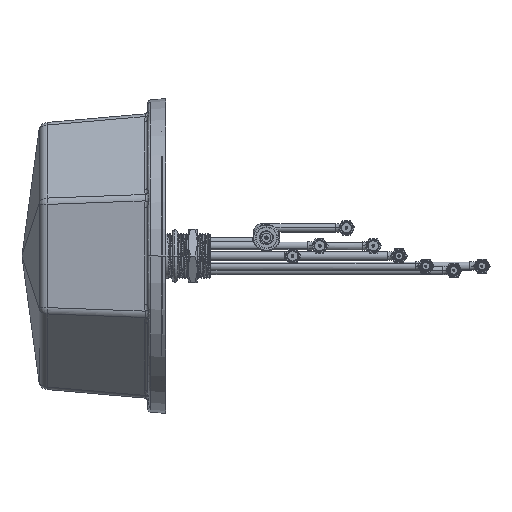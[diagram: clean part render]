
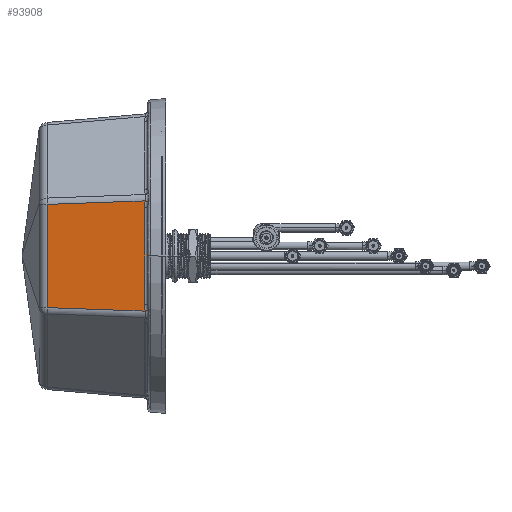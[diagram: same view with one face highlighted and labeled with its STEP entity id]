
A CAD part, left-side view. The second image highlights one B-rep face of the part: STEP entity #93908.
In plain terms, the highlighted planar face has unit normal (-0.996, 0.087, 0).
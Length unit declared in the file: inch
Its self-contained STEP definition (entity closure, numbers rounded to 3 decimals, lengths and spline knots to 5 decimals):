
#2330 = DIRECTION ( 'NONE',  ( -0.087, -0.996, -0.036 ) ) ;
#3910 = CARTESIAN_POINT ( 'NONE',  ( -3.1091, 0.46562, 1.08465 ) ) ;
#4071 = AXIS2_PLACEMENT_3D ( 'NONE', #38348, #68890, #53875 ) ;
#4901 = CARTESIAN_POINT ( 'NONE',  ( -3.10939, 0.46234, 1.1421 ) ) ;
#7737 = PLANE ( 'NONE',  #4071 ) ;
#9759 = CARTESIAN_POINT ( 'NONE',  ( -3.10921, 0.46434, -1.10925 ) ) ;
#10921 = CARTESIAN_POINT ( 'NONE',  ( -3.10931, 0.46319, 1.1299 ) ) ;
#11047 = ORIENTED_EDGE ( 'NONE', *, *, #15981, .T. ) ;
#11421 = CARTESIAN_POINT ( 'NONE',  ( -3.10955, 0.46039, 1.16441 ) ) ;
#11896 = LINE ( 'NONE', #71584, #68325 ) ;
#11906 = CARTESIAN_POINT ( 'NONE',  ( -3.10932, 0.46311, 1.13104 ) ) ;
#14321 = VERTEX_POINT ( 'NONE', #23443 ) ;
#15981 = EDGE_CURVE ( 'NONE', #71608, #34567, #51674, .T. ) ;
#21149 = CARTESIAN_POINT ( 'NONE',  ( -3.04785, 1.1697, 1.18123 ) ) ;
#21620 = CARTESIAN_POINT ( 'NONE',  ( -3.1091, 0.46562, -1.05094 ) ) ;
#22007 = ORIENTED_EDGE ( 'NONE', *, *, #37590, .F. ) ;
#23443 = CARTESIAN_POINT ( 'NONE',  ( -2.92351, 2.59901, -1.12972 ) ) ;
#23859 = CARTESIAN_POINT ( 'NONE',  ( -3.10931, 0.46322, -1.12939 ) ) ;
#24349 = CARTESIAN_POINT ( 'NONE',  ( -3.10931, 0.46319, -1.12983 ) ) ;
#27501 = CARTESIAN_POINT ( 'NONE',  ( -3.10974, 0.45831, 1.1838 ) ) ;
#27975 = DIRECTION ( 'NONE',  ( 0., 0., -1. ) ) ;
#28405 = VERTEX_POINT ( 'NONE', #21620 ) ;
#31189 = CARTESIAN_POINT ( 'NONE',  ( -3.11002, 0.45504, 1.20698 ) ) ;
#31429 = CARTESIAN_POINT ( 'NONE',  ( -3.10927, 0.46369, -1.12179 ) ) ;
#31931 = CARTESIAN_POINT ( 'NONE',  ( -3.1093, 0.46329, -1.12834 ) ) ;
#32898 = CARTESIAN_POINT ( 'NONE',  ( -3.10919, 0.46461, -1.10311 ) ) ;
#34567 = VERTEX_POINT ( 'NONE', #69962 ) ;
#35517 = CARTESIAN_POINT ( 'NONE',  ( -3.10931, 0.46316, 1.13036 ) ) ;
#37590 = EDGE_CURVE ( 'NONE', #71608, #44916, #46190, .T. ) ;
#38348 = CARTESIAN_POINT ( 'NONE',  ( -3.14961, 0., 1.5748 ) ) ;
#38903 = CARTESIAN_POINT ( 'NONE',  ( -3.10929, 0.46342, -1.12621 ) ) ;
#40373 = CARTESIAN_POINT ( 'NONE',  ( -3.10973, 0.4584, -1.18496 ) ) ;
#42010 = CARTESIAN_POINT ( 'NONE',  ( -3.10987, 0.45674, 1.19584 ) ) ;
#43012 = CARTESIAN_POINT ( 'NONE',  ( -3.10931, 0.46321, 1.12958 ) ) ;
#44901 = ORIENTED_EDGE ( 'NONE', *, *, #96711, .F. ) ;
#44916 = VERTEX_POINT ( 'NONE', #61899 ) ;
#46117 = LINE ( 'NONE', #92699, #76028 ) ;
#46190 = B_SPLINE_CURVE_WITH_KNOTS ( 'NONE', 3,
 ( #50028, #42010, #27501, #11421, #72579, #95672, #4901, #88582, #80568, #11906, #35517, #10921, #43012, #65099, #3910, #66064 ),
 .UNSPECIFIED., .F., .F.,
 ( 4, 2, 2, 1, 1, 1, 1, 2, 2, 4 ),
 ( 0., 0.25, 0.375, 0.4375, 0.46875, 0.48438, 0.49219, 0.49609, 0.5, 1. ),
 .UNSPECIFIED. ) ;
#46438 = CARTESIAN_POINT ( 'NONE',  ( -3.10925, 0.46391, -1.11773 ) ) ;
#46509 = EDGE_CURVE ( 'NONE', #28405, #47047, #49694, .T. ) ;
#47047 = VERTEX_POINT ( 'NONE', #66644 ) ;
#49526 = VECTOR ( 'NONE', #2330, 39.37008 ) ;
#49694 = B_SPLINE_CURVE_WITH_KNOTS ( 'NONE', 3,
 ( #61489, #53962, #70930, #32898, #9759, #46438, #31429, #38903, #31931, #23859, #24349, #61999, #92525, #62491, #40373, #69463 ),
 .UNSPECIFIED., .F., .F.,
 ( 4, 2, 2, 1, 1, 1, 1, 2, 2, 4 ),
 ( 0., 0.25, 0.375, 0.4375, 0.46875, 0.48438, 0.49219, 0.49609, 0.5, 1. ),
 .UNSPECIFIED. ) ;
#50028 = CARTESIAN_POINT ( 'NONE',  ( -3.11002, 0.45504, 1.20698 ) ) ;
#51674 = B_SPLINE_CURVE_WITH_KNOTS ( 'NONE', 3,
 ( #58273, #21149, #51702, #82221 ),
 .UNSPECIFIED., .F., .F.,
 ( 4, 4 ),
 ( 0., 1. ),
 .UNSPECIFIED. ) ;
#51702 = CARTESIAN_POINT ( 'NONE',  ( -2.98568, 1.88435, 1.15548 ) ) ;
#53875 = DIRECTION ( 'NONE',  ( 0., 0., -1. ) ) ;
#53962 = CARTESIAN_POINT ( 'NONE',  ( -3.1091, 0.46562, -1.06804 ) ) ;
#58273 = CARTESIAN_POINT ( 'NONE',  ( -3.11002, 0.45504, 1.20698 ) ) ;
#59270 = EDGE_LOOP ( 'NONE', ( #11047, #86233, #91320, #69122, #44901, #22007 ) ) ;
#61489 = CARTESIAN_POINT ( 'NONE',  ( -3.1091, 0.46562, -1.05094 ) ) ;
#61899 = CARTESIAN_POINT ( 'NONE',  ( -3.1091, 0.46562, 1.05094 ) ) ;
#61999 = CARTESIAN_POINT ( 'NONE',  ( -3.10931, 0.46317, -1.13013 ) ) ;
#62491 = CARTESIAN_POINT ( 'NONE',  ( -3.10948, 0.46127, -1.15942 ) ) ;
#65099 = CARTESIAN_POINT ( 'NONE',  ( -3.1092, 0.46441, 1.11084 ) ) ;
#66064 = CARTESIAN_POINT ( 'NONE',  ( -3.1091, 0.46562, 1.05094 ) ) ;
#66644 = CARTESIAN_POINT ( 'NONE',  ( -3.11002, 0.45504, -1.20698 ) ) ;
#68325 = VECTOR ( 'NONE', #27975, 39.37008 ) ;
#68890 = DIRECTION ( 'NONE',  ( 0.996, -0.087, 0. ) ) ;
#69048 = CARTESIAN_POINT ( 'NONE',  ( -2.92351, 2.59901, -1.12972 ) ) ;
#69122 = ORIENTED_EDGE ( 'NONE', *, *, #46509, .F. ) ;
#69463 = CARTESIAN_POINT ( 'NONE',  ( -3.11002, 0.45504, -1.20698 ) ) ;
#69962 = CARTESIAN_POINT ( 'NONE',  ( -2.92351, 2.59901, 1.12972 ) ) ;
#70930 = CARTESIAN_POINT ( 'NONE',  ( -3.10913, 0.4653, -1.08323 ) ) ;
#71584 = CARTESIAN_POINT ( 'NONE',  ( -3.1091, 0.46562, 1.05094 ) ) ;
#71608 = VERTEX_POINT ( 'NONE', #31189 ) ;
#72579 = CARTESIAN_POINT ( 'NONE',  ( -3.1095, 0.46103, 1.15773 ) ) ;
#76028 = VECTOR ( 'NONE', #93681, 39.37008 ) ;
#76392 = FACE_OUTER_BOUND ( 'NONE', #59270, .T. ) ;
#78514 = LINE ( 'NONE', #69048, #49526 ) ;
#80568 = CARTESIAN_POINT ( 'NONE',  ( -3.10933, 0.46301, 1.13264 ) ) ;
#80898 = EDGE_CURVE ( 'NONE', #14321, #47047, #78514, .T. ) ;
#82221 = CARTESIAN_POINT ( 'NONE',  ( -2.92351, 2.59901, 1.12972 ) ) ;
#86233 = ORIENTED_EDGE ( 'NONE', *, *, #92190, .F. ) ;
#88582 = CARTESIAN_POINT ( 'NONE',  ( -3.10935, 0.46279, 1.13582 ) ) ;
#91320 = ORIENTED_EDGE ( 'NONE', *, *, #80898, .T. ) ;
#92190 = EDGE_CURVE ( 'NONE', #14321, #34567, #46117, .T. ) ;
#92525 = CARTESIAN_POINT ( 'NONE',  ( -3.10931, 0.46317, -1.13019 ) ) ;
#92699 = CARTESIAN_POINT ( 'NONE',  ( -2.92351, 2.59901, -1.12972 ) ) ;
#93681 = DIRECTION ( 'NONE',  ( 0., 0., 1. ) ) ;
#93908 = ADVANCED_FACE ( 'NONE', ( #76392 ), #7737, .F. ) ;
#95672 = CARTESIAN_POINT ( 'NONE',  ( -3.10942, 0.46192, 1.14737 ) ) ;
#96711 = EDGE_CURVE ( 'NONE', #44916, #28405, #11896, .T. ) ;
